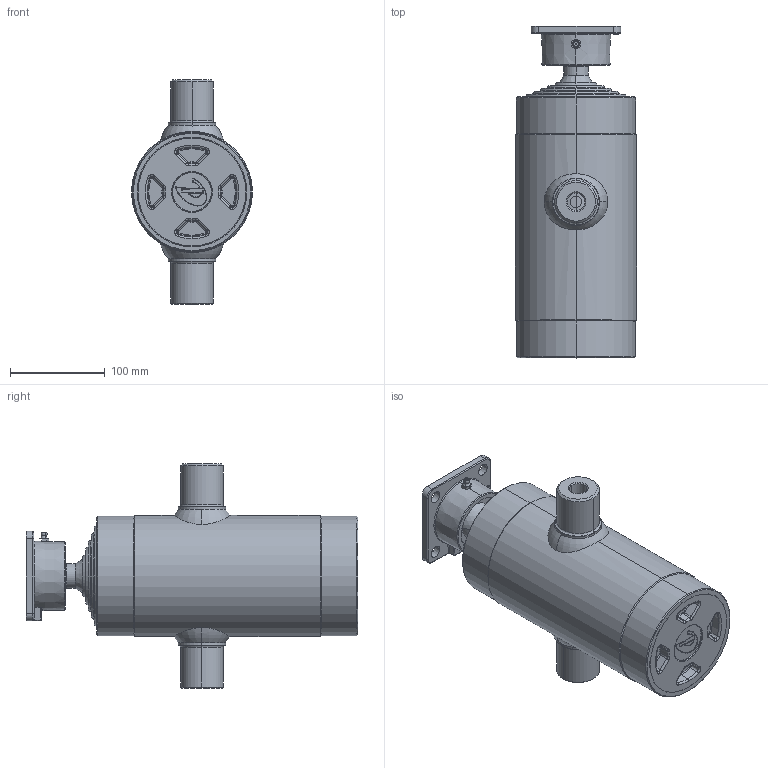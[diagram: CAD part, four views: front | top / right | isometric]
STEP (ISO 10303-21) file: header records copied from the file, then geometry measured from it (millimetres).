
FILE_DESCRIPTION (( 'STEP AP203' ), '1' );
FILE_NAME ('3585BGZ.STEP', '2014-10-07T07:50:49', ( '' ), ( '' ), 'SwSTEP 2.0', 'SolidWorks 2013', '' );
FILE_SCHEMA (( 'CONFIG_CONTROL_DESIGN' ));
Length unit declared in the file: millimetre
Products named in the file (1): 3585BGZ
Bounding box: 128 x 351 x 237 mm (x, y, z)
Surface area: 477085.4 mm2 (no closed solid volume)
Topology: 0 solids, 47 shells, 411 faces, 1230 edges, 848 vertices
Faces by surface type: cylinder 124, torus 97, cone 86, plane 71, bspline 24, sphere 9
Entity records: 17352 total; most frequent: CARTESIAN_POINT 6339, DIRECTION 2483, ORIENTED_EDGE 1968, EDGE_CURVE 1219, AXIS2_PLACEMENT_3D 1015, VERTEX_POINT 844, CIRCLE 627, LINE 453
